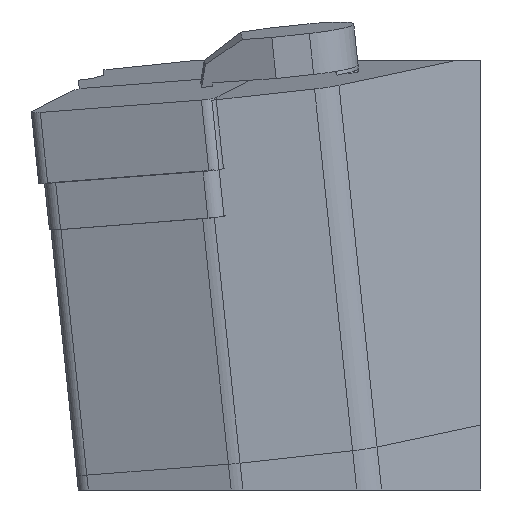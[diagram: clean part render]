
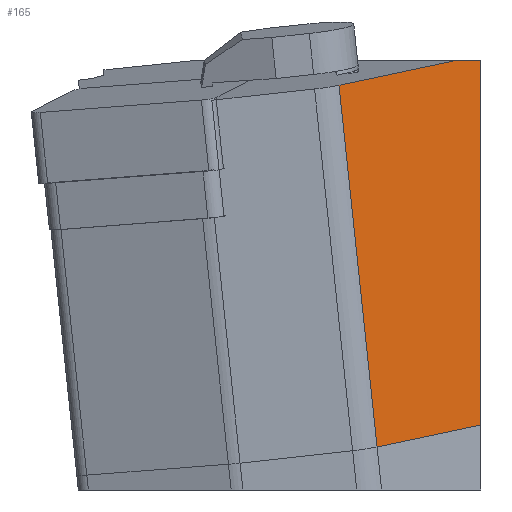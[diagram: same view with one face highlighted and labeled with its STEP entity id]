
A CAD part, left-side view. The second image highlights one B-rep face of the part: STEP entity #165.
In plain terms, the highlighted planar face has unit normal (-0.703, -0.711, 0).
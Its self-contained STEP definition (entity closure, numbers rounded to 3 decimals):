
#165=ADVANCED_FACE('',(#287),#233,.T.);
#233=PLANE('',#1530);
#287=FACE_OUTER_BOUND('',#360,.T.);
#360=EDGE_LOOP('',(#797,#798,#799,#800,#801));
#438=LINE('',#2075,#589);
#449=LINE('',#2107,#600);
#453=LINE('',#2124,#604);
#464=LINE('',#2147,#615);
#465=LINE('',#2148,#616);
#589=VECTOR('',#1673,1.);
#600=VECTOR('',#1702,1.);
#604=VECTOR('',#1716,1.);
#615=VECTOR('',#1733,1.);
#616=VECTOR('',#1734,1.);
#797=ORIENTED_EDGE('',*,*,#1282,.F.);
#798=ORIENTED_EDGE('',*,*,#1298,.F.);
#799=ORIENTED_EDGE('',*,*,#1318,.T.);
#800=ORIENTED_EDGE('',*,*,#1306,.T.);
#801=ORIENTED_EDGE('',*,*,#1319,.F.);
#1141=VERTEX_POINT('',#2068);
#1143=VERTEX_POINT('',#2074);
#1155=VERTEX_POINT('',#2106);
#1163=VERTEX_POINT('',#2123);
#1164=VERTEX_POINT('',#2125);
#1282=EDGE_CURVE('',#1143,#1141,#438,.T.);
#1298=EDGE_CURVE('',#1155,#1143,#449,.T.);
#1306=EDGE_CURVE('',#1164,#1163,#453,.T.);
#1318=EDGE_CURVE('',#1155,#1164,#464,.T.);
#1319=EDGE_CURVE('',#1141,#1163,#465,.T.);
#1530=AXIS2_PLACEMENT_3D('',#2149,#1735,#1736);
#1673=DIRECTION('',(-0.703,0.696,-0.147));
#1702=DIRECTION('',(-0.001,0.,-1.));
#1716=DIRECTION('',(-0.703,0.696,-0.147));
#1733=DIRECTION('',(-0.711,0.703,0.));
#1734=DIRECTION('',(-0.105,0.104,0.989));
#1735=DIRECTION('',(-0.703,-0.711,0.));
#1736=DIRECTION('',(-0.711,0.703,0.));
#2068=CARTESIAN_POINT('',(-171.206,3.243,-23.788));
#2074=CARTESIAN_POINT('',(-157.291,-10.52,-20.871));
#2075=CARTESIAN_POINT('',(-171.206,3.243,-23.788));
#2106=CARTESIAN_POINT('',(-157.263,-10.52,27.5));
#2107=CARTESIAN_POINT('',(-157.296,-10.52,-29.369));
#2123=CARTESIAN_POINT('',(-176.28,8.289,24.221));
#2124=CARTESIAN_POINT('',(-198.628,30.392,19.536));
#2125=CARTESIAN_POINT('',(-160.64,-7.179,27.5));
#2147=CARTESIAN_POINT('',(-212.873,44.486,27.5));
#2148=CARTESIAN_POINT('',(-212.775,44.584,369.549));
#2149=CARTESIAN_POINT('',(-212.775,44.584,369.549));
